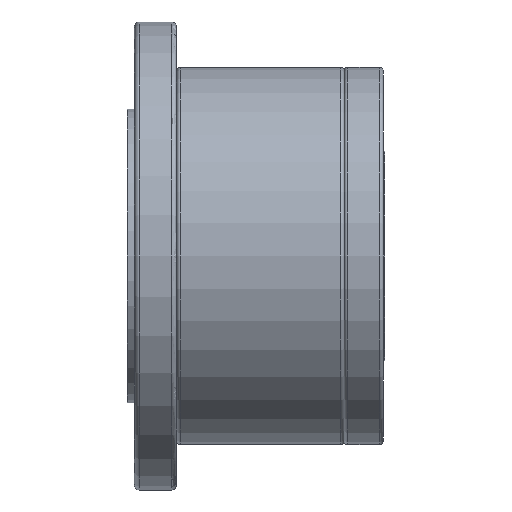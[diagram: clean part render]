
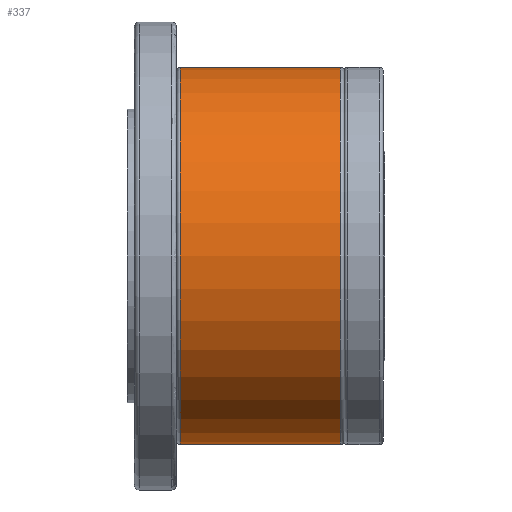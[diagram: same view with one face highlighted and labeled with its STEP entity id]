
A CAD part, front view. The second image highlights one B-rep face of the part: STEP entity #337.
In plain terms, the highlighted cylindrical face has radius 135 mm (diameter 270 mm), a partial arc.
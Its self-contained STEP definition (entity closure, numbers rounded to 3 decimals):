
#337=ADVANCED_FACE('',(#977),#978,.T.);
#977=FACE_OUTER_BOUND('',#1640,.T.);
#978=CYLINDRICAL_SURFACE('',#1641,135.0);
#1640=EDGE_LOOP('',(#3986,#3987,#3988,#3989,#3990,#3991));
#1641=AXIS2_PLACEMENT_3D('',#3992,#3993,#3994);
#3986=ORIENTED_EDGE('',*,*,#4078,.T.);
#3987=ORIENTED_EDGE('',*,*,#4813,.F.);
#3988=ORIENTED_EDGE('',*,*,#4812,.F.);
#3989=ORIENTED_EDGE('',*,*,#4080,.T.);
#3990=ORIENTED_EDGE('',*,*,#4811,.T.);
#3991=ORIENTED_EDGE('',*,*,#4810,.T.);
#3992=CARTESIAN_POINT('',(95.0,0.0,0.0));
#3993=DIRECTION('',(1.0,0.0,0.0));
#3994=DIRECTION('',(0.0,0.0,-1.0));
#4078=EDGE_CURVE('',#4841,#4842,#4843,.T.);
#4080=EDGE_CURVE('',#4846,#4844,#4847,.T.);
#4810=EDGE_CURVE('',#6064,#4841,#6065,.T.);
#4811=EDGE_CURVE('',#4844,#6064,#6066,.T.);
#4812=EDGE_CURVE('',#4846,#6067,#6068,.T.);
#4813=EDGE_CURVE('',#6067,#4842,#6069,.T.);
#4841=VERTEX_POINT('',#6103);
#4842=VERTEX_POINT('',#6104);
#4843=LINE('',#6105,#6106);
#4844=VERTEX_POINT('',#6107);
#4846=VERTEX_POINT('',#6109);
#4847=LINE('',#6110,#6111);
#6064=VERTEX_POINT('',#8039);
#6065=CIRCLE('',#8040,135.0);
#6066=CIRCLE('',#8041,135.0);
#6067=VERTEX_POINT('',#8042);
#6068=CIRCLE('',#8043,135.0);
#6069=CIRCLE('',#8044,135.0);
#6103=CARTESIAN_POINT('',(37.7,0.,-135.0));
#6104=CARTESIAN_POINT('',(152.3,0.,-135.0));
#6105=CARTESIAN_POINT('',(95.0,0.,-135.0));
#6106=VECTOR('',#8078,1.0);
#6107=CARTESIAN_POINT('',(37.7,0.,135.0));
#6109=CARTESIAN_POINT('',(152.3,0.,135.0));
#6110=CARTESIAN_POINT('',(95.0,0.,135.0));
#6111=VECTOR('',#8082,1.0);
#8039=CARTESIAN_POINT('',(37.7,-135.0,0.));
#8040=AXIS2_PLACEMENT_3D('',#9523,#9524,#9525);
#8041=AXIS2_PLACEMENT_3D('',#9526,#9527,#9528);
#8042=CARTESIAN_POINT('',(152.3,-135.0,0.0));
#8043=AXIS2_PLACEMENT_3D('',#9529,#9530,#9531);
#8044=AXIS2_PLACEMENT_3D('',#9532,#9533,#9534);
#8078=DIRECTION('',(1.0,0.0,0.0));
#8082=DIRECTION('',(-1.0,-0.0,-0.0));
#9523=CARTESIAN_POINT('',(37.7,0.,0.));
#9524=DIRECTION('',(1.0,0.0,0.0));
#9525=DIRECTION('',(0.0,0.0,-1.0));
#9526=CARTESIAN_POINT('',(37.7,0.,0.));
#9527=DIRECTION('',(1.0,0.0,0.0));
#9528=DIRECTION('',(0.0,0.0,-1.0));
#9529=CARTESIAN_POINT('',(152.3,0.,0.0));
#9530=DIRECTION('',(1.0,0.0,0.0));
#9531=DIRECTION('',(0.0,0.0,-1.0));
#9532=CARTESIAN_POINT('',(152.3,0.,0.0));
#9533=DIRECTION('',(1.0,0.0,0.0));
#9534=DIRECTION('',(0.0,0.0,-1.0));
